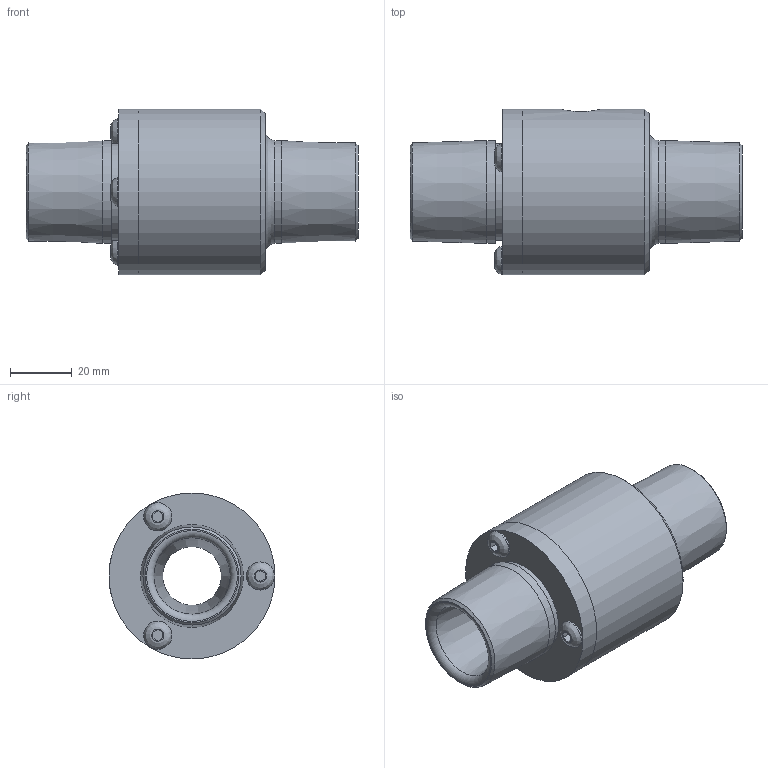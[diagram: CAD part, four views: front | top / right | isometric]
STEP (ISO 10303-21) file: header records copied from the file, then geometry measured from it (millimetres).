
FILE_DESCRIPTION((''),'2;1');
FILE_NAME('140100-3D.stp','2009-04-27T09:57:54',('Dan Preston'),(''),'Autodesk Inventor 2009','Autodesk Inventor 2009','');
FILE_SCHEMA(('AUTOMOTIVE_DESIGN { 1 0 10303 214 1 1 1 1 }'));
Length unit declared in the file: inch
Products named in the file (6): 141100-3D; 141100-3D1; 141100-3D2; 141100-3D3; 141100-3D4; 141100-3D5
Assembly tree (5 placements, depth 2):
  141100-3D
    141100-3D1
    141100-3D2
    141100-3D3
    141100-3D4
    141100-3D5
Bounding box: 107.95 x 53.98 x 53.98 mm (x, y, z)
Volume: 123637.3 mm3; surface area: 31838.5 mm2
Topology: 5 solids, 5 shells, 83 faces, 170 edges, 107 vertices
Faces by surface type: plane 40, cylinder 22, cone 15, bspline 4, torus 2
Full cylindrical faces by diameter (mm): 4.724 x3, 4.826 x3, 5.537 x3, 9.169 x3, 11.114 x1, 19.05 x2, 31.496 x1, 33.426 x2, 35.56 x2, 53.975 x2
Entity records: 2340 total; most frequent: CARTESIAN_POINT 572, DIRECTION 356, ORIENTED_EDGE 242, AXIS2_PLACEMENT_3D 151, EDGE_LOOP 148, EDGE_CURVE 121, VERTEX_POINT 101, FACE_OUTER_BOUND 83
